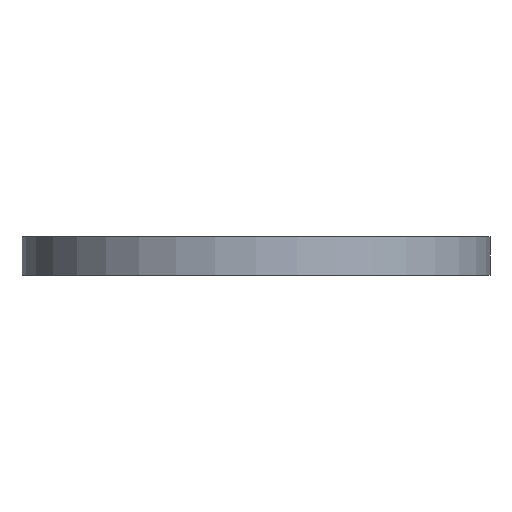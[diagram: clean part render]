
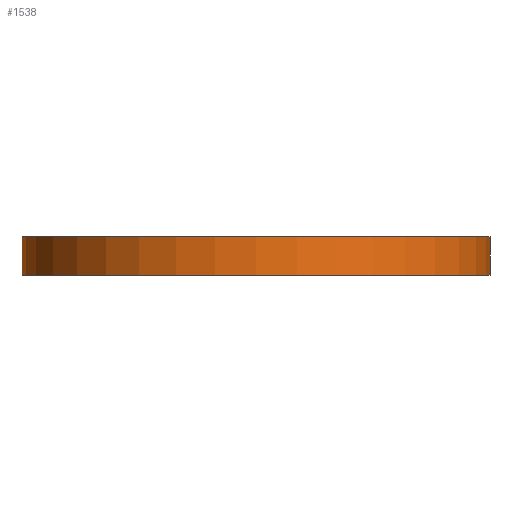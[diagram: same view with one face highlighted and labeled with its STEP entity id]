
A CAD part, front view. The second image highlights one B-rep face of the part: STEP entity #1538.
In plain terms, the highlighted cylindrical face has radius 27.5 mm (diameter 55 mm), a partial arc.
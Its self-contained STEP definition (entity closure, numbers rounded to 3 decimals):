
#111 = DIRECTION ( 'NONE',  ( 0., 0., -1. ) ) ;
#284 = CARTESIAN_POINT ( 'NONE',  ( 27.5, 0., 4.5 ) ) ;
#681 = CARTESIAN_POINT ( 'NONE',  ( 0., 0., 4.5 ) ) ;
#683 = EDGE_CURVE ( 'NONE', #4780, #3653, #2356, .T. ) ;
#732 = DIRECTION ( 'NONE',  ( 1., 0., 0. ) ) ;
#748 = DIRECTION ( 'NONE',  ( 1., 0., 0. ) ) ;
#1141 = DIRECTION ( 'NONE',  ( 0., 0., -1. ) ) ;
#1275 = DIRECTION ( 'NONE',  ( 0., 0., -1. ) ) ;
#1538 = ADVANCED_FACE ( 'NONE', ( #2263 ), #4631, .T. ) ;
#1542 = EDGE_LOOP ( 'NONE', ( #5625, #3122, #5149, #3438 ) ) ;
#2071 = VERTEX_POINT ( 'NONE', #284 ) ;
#2263 = FACE_OUTER_BOUND ( 'NONE', #1542, .T. ) ;
#2356 = LINE ( 'NONE', #4720, #6333 ) ;
#2442 = LINE ( 'NONE', #4105, #4335 ) ;
#2588 = DIRECTION ( 'NONE',  ( 0., 0., 1. ) ) ;
#2844 = EDGE_CURVE ( 'NONE', #3653, #4697, #6090, .T. ) ;
#3122 = ORIENTED_EDGE ( 'NONE', *, *, #3131, .F. ) ;
#3131 = EDGE_CURVE ( 'NONE', #4780, #2071, #3506, .T. ) ;
#3438 = ORIENTED_EDGE ( 'NONE', *, *, #2844, .T. ) ;
#3506 = CIRCLE ( 'NONE', #6469, 27.5 ) ;
#3653 = VERTEX_POINT ( 'NONE', #3727 ) ;
#3727 = CARTESIAN_POINT ( 'NONE',  ( -27.5, 0., 0. ) ) ;
#3979 = EDGE_CURVE ( 'NONE', #2071, #4697, #2442, .T. ) ;
#4105 = CARTESIAN_POINT ( 'NONE',  ( 27.5, 0., 4.5 ) ) ;
#4189 = DIRECTION ( 'NONE',  ( -1., 0., 0. ) ) ;
#4335 = VECTOR ( 'NONE', #1141, 1000. ) ;
#4631 = CYLINDRICAL_SURFACE ( 'NONE', #5259, 27.5 ) ;
#4697 = VERTEX_POINT ( 'NONE', #5794 ) ;
#4720 = CARTESIAN_POINT ( 'NONE',  ( -27.5, 0., 4.5 ) ) ;
#4780 = VERTEX_POINT ( 'NONE', #5828 ) ;
#4868 = CARTESIAN_POINT ( 'NONE',  ( 0., 0., 0. ) ) ;
#4889 = DIRECTION ( 'NONE',  ( 0., 0., 1. ) ) ;
#5149 = ORIENTED_EDGE ( 'NONE', *, *, #683, .T. ) ;
#5259 = AXIS2_PLACEMENT_3D ( 'NONE', #681, #111, #4189 ) ;
#5625 = ORIENTED_EDGE ( 'NONE', *, *, #3979, .F. ) ;
#5794 = CARTESIAN_POINT ( 'NONE',  ( 27.5, 0., 0. ) ) ;
#5828 = CARTESIAN_POINT ( 'NONE',  ( -27.5, 0., 4.5 ) ) ;
#5835 = CARTESIAN_POINT ( 'NONE',  ( 0., 0., 4.5 ) ) ;
#6090 = CIRCLE ( 'NONE', #6214, 27.5 ) ;
#6214 = AXIS2_PLACEMENT_3D ( 'NONE', #4868, #2588, #748 ) ;
#6333 = VECTOR ( 'NONE', #1275, 1000. ) ;
#6469 = AXIS2_PLACEMENT_3D ( 'NONE', #5835, #4889, #732 ) ;
